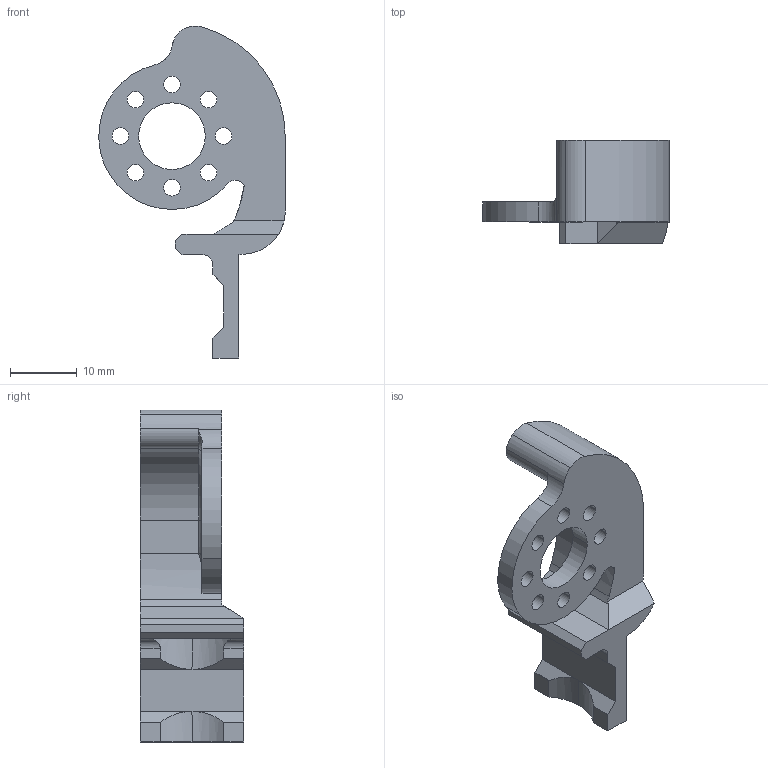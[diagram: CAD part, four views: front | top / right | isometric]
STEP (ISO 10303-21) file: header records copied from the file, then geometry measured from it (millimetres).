
FILE_DESCRIPTION (( 'STEP AP203' ), '1' );
FILE_NAME ('Gripper2.step_Default_sldprt.STEP', '2020-11-16T09:31:30', ( '' ), ( '' ), 'SwSTEP 2.0', 'SolidWorks 2020', '' );
FILE_SCHEMA (( 'CONFIG_CONTROL_DESIGN' ));
Length unit declared in the file: metre
Products named in the file (1): Gripper2.step_Default_sldprt
Bounding box: 27.99 x 15.5 x 49.84 mm (x, y, z)
Volume: 4894.5 mm3; surface area: 3367.6 mm2
Topology: 1 solids, 1 shells, 75 faces, 211 edges, 137 vertices
Faces by surface type: cylinder 42, plane 29, torus 2, bspline 2
Entity records: 2683 total; most frequent: CARTESIAN_POINT 605, DIRECTION 423, ORIENTED_EDGE 420, EDGE_CURVE 210, AXIS2_PLACEMENT_3D 156, VERTEX_POINT 137, LINE 111, VECTOR 111
